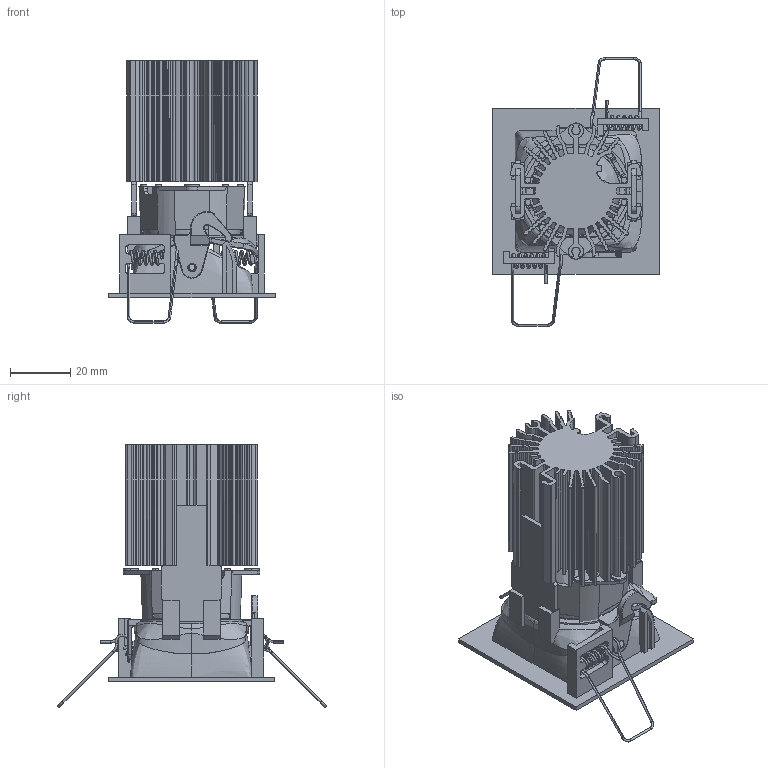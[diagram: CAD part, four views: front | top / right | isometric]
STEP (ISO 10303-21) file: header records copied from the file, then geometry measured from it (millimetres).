
FILE_DESCRIPTION(/* description */ (''),/* implementation_level */ '2;1');
FILE_NAME(/* name */ 'NL4203200_EVERYTHING 55 SQAURE ADJ',/* time_stamp */ '2018-04-09T10:45:03+02:00',/* author */ (''),/* organization */ (''),/* preprocessor_version */ 'ST-DEVELOPER v15',/* originating_system */ '',/* authorisation */ '');
FILE_SCHEMA (('CONFIG_CONTROL_DESIGN'));
Length unit declared in the file: metre
Products named in the file (1): Document
Bounding box: 55 x 89.04 x 86.91 mm (x, y, z)
Volume: 51863.9 mm3; surface area: 50038.6 mm2
Topology: 7 solids, 9 shells, 1193 faces, 3421 edges, 2222 vertices
Faces by surface type: bspline 794, plane 399
Entity records: 72917 total; most frequent: CARTESIAN_POINT 53787, ORIENTED_EDGE 6780, EDGE_CURVE 3394, VERTEX_POINT 2222, B_SPLINE_CURVE_WITH_KNOTS 1777, EDGE_LOOP 1214, ADVANCED_FACE 1193, FACE_OUTER_BOUND 1193
